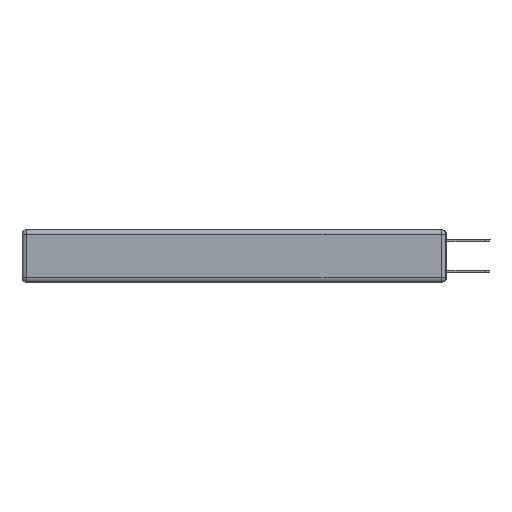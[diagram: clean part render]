
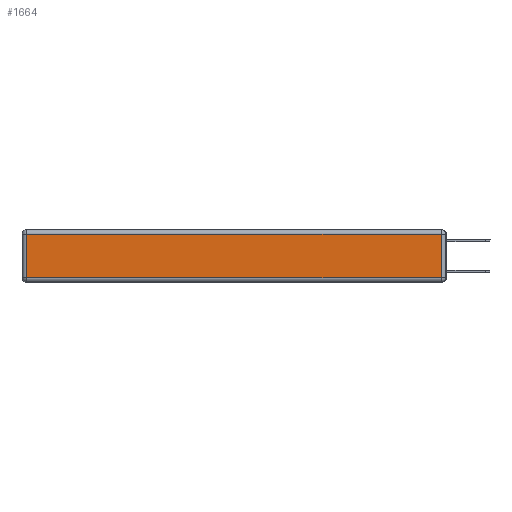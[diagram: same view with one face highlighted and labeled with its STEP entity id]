
A CAD part, left-side view. The second image highlights one B-rep face of the part: STEP entity #1664.
In plain terms, the highlighted planar face has unit normal (-1, 0, 0).
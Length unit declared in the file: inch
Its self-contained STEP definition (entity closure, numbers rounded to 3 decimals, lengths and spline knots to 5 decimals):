
#48 = LINE ( 'NONE', #1397, #5200 ) ;
#891 = FACE_OUTER_BOUND ( 'NONE', #6900, .T. ) ;
#1397 = CARTESIAN_POINT ( 'NONE',  ( 0., 2.72, -0.343 ) ) ;
#1664 = ADVANCED_FACE ( 'NONE', ( #891 ), #3205, .T. ) ;
#1860 = VECTOR ( 'NONE', #5625, 39.37008 ) ;
#3192 = ORIENTED_EDGE ( 'NONE', *, *, #11598, .T. ) ;
#3205 = PLANE ( 'NONE',  #6353 ) ;
#3210 = DIRECTION ( 'NONE',  ( 0., 0., 1. ) ) ;
#3357 = DIRECTION ( 'NONE',  ( -1., 0., 0. ) ) ;
#4383 = LINE ( 'NONE', #9184, #1860 ) ;
#4954 = EDGE_CURVE ( 'NONE', #13646, #7264, #12713, .T. ) ;
#5165 = CARTESIAN_POINT ( 'NONE',  ( 0., 0.03, -0.313 ) ) ;
#5187 = VERTEX_POINT ( 'NONE', #10969 ) ;
#5200 = VECTOR ( 'NONE', #10874, 39.37008 ) ;
#5625 = DIRECTION ( 'NONE',  ( 0., 1., 0. ) ) ;
#6353 = AXIS2_PLACEMENT_3D ( 'NONE', #9045, #3357, #12963 ) ;
#6900 = EDGE_LOOP ( 'NONE', ( #8664, #8080, #8002, #3192 ) ) ;
#7264 = VERTEX_POINT ( 'NONE', #5165 ) ;
#8002 = ORIENTED_EDGE ( 'NONE', *, *, #10478, .T. ) ;
#8080 = ORIENTED_EDGE ( 'NONE', *, *, #13707, .T. ) ;
#8664 = ORIENTED_EDGE ( 'NONE', *, *, #4954, .T. ) ;
#8725 = VECTOR ( 'NONE', #13813, 39.37008 ) ;
#9045 = CARTESIAN_POINT ( 'NONE',  ( 0., 0., -0.343 ) ) ;
#9184 = CARTESIAN_POINT ( 'NONE',  ( 0., 2.75, -0.03 ) ) ;
#10478 = EDGE_CURVE ( 'NONE', #14119, #5187, #4383, .T. ) ;
#10874 = DIRECTION ( 'NONE',  ( 0., 0., -1. ) ) ;
#10969 = CARTESIAN_POINT ( 'NONE',  ( 0., 2.72, -0.03 ) ) ;
#11598 = EDGE_CURVE ( 'NONE', #5187, #13646, #48, .T. ) ;
#11697 = CARTESIAN_POINT ( 'NONE',  ( 0., 0.03, -0.03 ) ) ;
#12713 = LINE ( 'NONE', #14990, #8725 ) ;
#12963 = DIRECTION ( 'NONE',  ( 0., 0., 1. ) ) ;
#12968 = CARTESIAN_POINT ( 'NONE',  ( 0., 0.03, -0.343 ) ) ;
#13646 = VERTEX_POINT ( 'NONE', #14933 ) ;
#13707 = EDGE_CURVE ( 'NONE', #7264, #14119, #15252, .T. ) ;
#13813 = DIRECTION ( 'NONE',  ( 0., -1., 0. ) ) ;
#14119 = VERTEX_POINT ( 'NONE', #11697 ) ;
#14270 = VECTOR ( 'NONE', #3210, 39.37008 ) ;
#14933 = CARTESIAN_POINT ( 'NONE',  ( 0., 2.72, -0.313 ) ) ;
#14990 = CARTESIAN_POINT ( 'NONE',  ( 0., 0., -0.313 ) ) ;
#15252 = LINE ( 'NONE', #12968, #14270 ) ;
